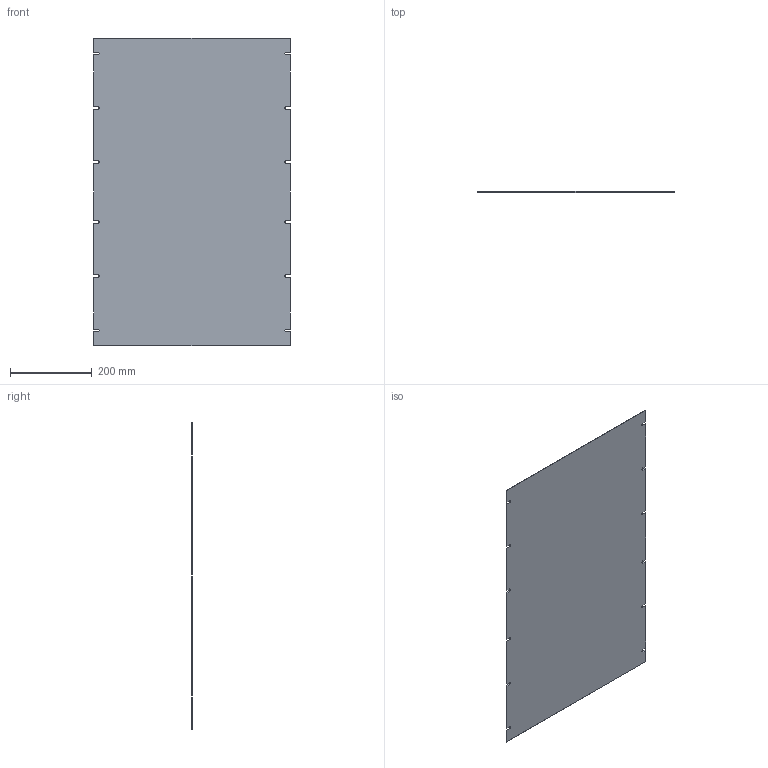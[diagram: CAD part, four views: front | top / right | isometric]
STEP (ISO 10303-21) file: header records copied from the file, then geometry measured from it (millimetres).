
FILE_DESCRIPTION (( 'STEP AP203' ), '1' );
FILE_NAME ('PBPS19029LG2.step', '2020-11-11T18:14:44', ( 'ADC123' ), ( 'Microsoft' ), 'SwSTEP 2.0', 'SolidWorks 2019', '' );
FILE_SCHEMA (( 'CONFIG_CONTROL_DESIGN' ));
Length unit declared in the file: inch
Products named in the file (1): PBPS19029LG2
Bounding box: 482.6 x 1.83 x 754.84 mm (x, y, z)
Volume: 664418.8 mm3; surface area: 731675.4 mm2
Topology: 1 solids, 1 shells, 54 faces, 156 edges, 104 vertices
Faces by surface type: plane 42, cylinder 12
Entity records: 1843 total; most frequent: CARTESIAN_POINT 315, ORIENTED_EDGE 312, DIRECTION 290, EDGE_CURVE 156, LINE 132, VECTOR 132, VERTEX_POINT 104, AXIS2_PLACEMENT_3D 79
